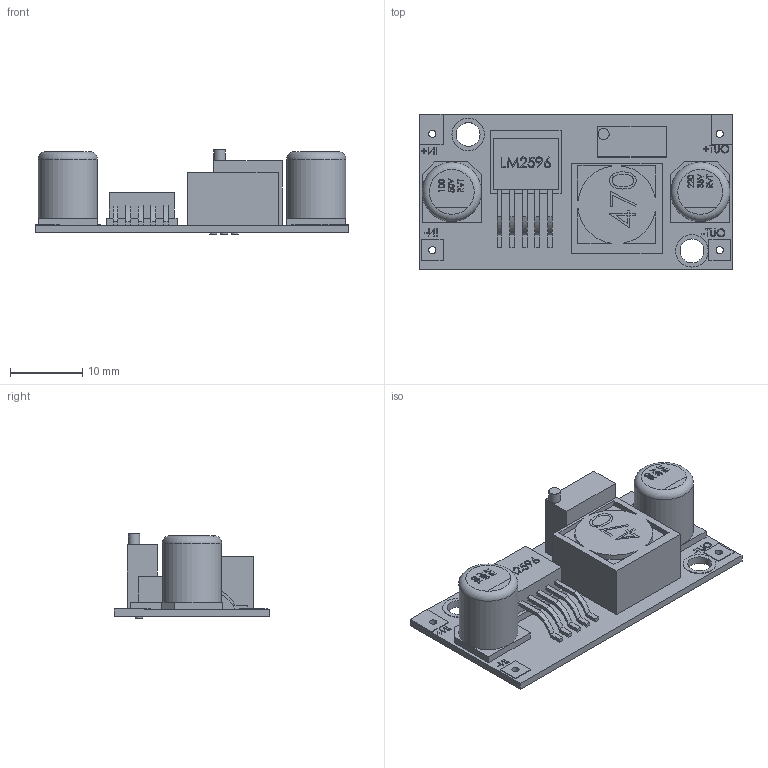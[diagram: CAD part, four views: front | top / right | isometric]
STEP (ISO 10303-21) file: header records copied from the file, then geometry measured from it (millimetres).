
FILE_DESCRIPTION(/* description */ (''),/* implementation_level */ '2;1');
FILE_NAME(/* name */ 'LM2596 DC-DC stepdown voltage converter.step',/* time_stamp */ '2024-07-04T10:01:41+09:00',/* author */ (''),/* organization */ (''),/* preprocessor_version */ 'ST-DEVELOPER v20',/* originating_system */ 'Autodesk Translation Framework v13.14.0.145',/* authorisation */ '');
FILE_SCHEMA (('AUTOMOTIVE_DESIGN { 1 0 10303 214 3 1 1 }'));
Length unit declared in the file: millimetre
Products named in the file (1): LM2596 DC-DC stepdown voltage converter
Bounding box: 43.5 x 21.6 x 11.7 mm (x, y, z)
Volume: 3863.3 mm3; surface area: 3461.4 mm2
Topology: 1 solids, 1 shells, 897 faces, 2338 edges, 1555 vertices
Faces by surface type: plane 606, bspline 261, cylinder 28, torus 2
Full cylindrical faces by diameter (mm): 0.999 x3, 1 x4, 1.37 x4, 1.572 x1, 3.3 x2, 4.5 x2, 8.21 x2
Entity records: 41828 total; most frequent: CARTESIAN_POINT 21324, ORIENTED_EDGE 4676, DIRECTION 3155, EDGE_CURVE 2338, LINE 1751, VECTOR 1751, VERTEX_POINT 1555, EDGE_LOOP 1021
